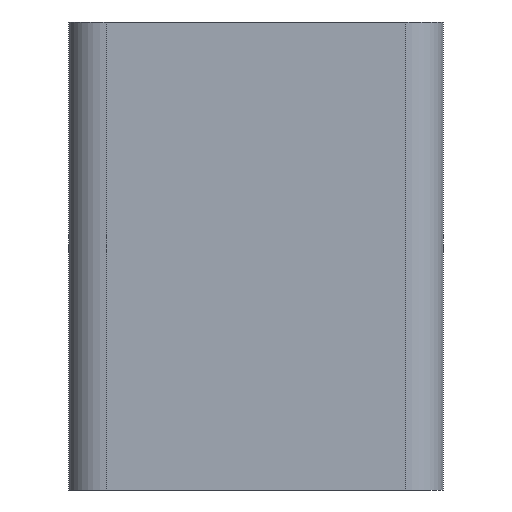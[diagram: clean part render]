
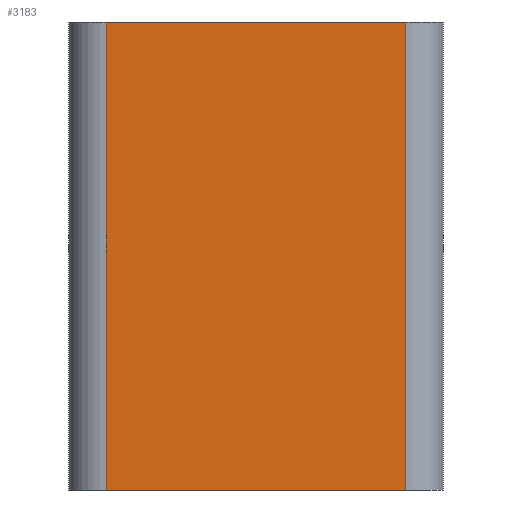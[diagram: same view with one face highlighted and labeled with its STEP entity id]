
A CAD part, left-side view. The second image highlights one B-rep face of the part: STEP entity #3183.
In plain terms, the highlighted planar face has unit normal (-1, 0, 0).
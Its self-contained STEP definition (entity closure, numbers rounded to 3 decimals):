
#56 = ORIENTED_EDGE ( 'NONE', *, *, #1104, .F. ) ;
#217 = EDGE_LOOP ( 'NONE', ( #4559, #56, #480, #867 ) ) ;
#276 = VERTEX_POINT ( 'NONE', #4660 ) ;
#480 = ORIENTED_EDGE ( 'NONE', *, *, #2649, .F. ) ;
#690 = LINE ( 'NONE', #4292, #3246 ) ;
#751 = VECTOR ( 'NONE', #3781, 1000. ) ;
#823 = DIRECTION ( 'NONE',  ( 0., -1., 0. ) ) ;
#867 = ORIENTED_EDGE ( 'NONE', *, *, #3614, .T. ) ;
#1104 = EDGE_CURVE ( 'NONE', #4822, #4072, #690, .T. ) ;
#1142 = VERTEX_POINT ( 'NONE', #2801 ) ;
#1180 = DIRECTION ( 'NONE',  ( 0., 0., -1. ) ) ;
#1287 = DIRECTION ( 'NONE',  ( 1., 0., 0. ) ) ;
#1482 = VECTOR ( 'NONE', #823, 1000. ) ;
#1569 = PLANE ( 'NONE',  #4775 ) ;
#1817 = LINE ( 'NONE', #3367, #751 ) ;
#1903 = LINE ( 'NONE', #2004, #2387 ) ;
#2004 = CARTESIAN_POINT ( 'NONE',  ( -20., 16., 25. ) ) ;
#2387 = VECTOR ( 'NONE', #1180, 1000. ) ;
#2458 = EDGE_CURVE ( 'NONE', #1142, #4072, #4620, .T. ) ;
#2649 = EDGE_CURVE ( 'NONE', #276, #4822, #1817, .T. ) ;
#2732 = CARTESIAN_POINT ( 'NONE',  ( -20., 16., -25. ) ) ;
#2801 = CARTESIAN_POINT ( 'NONE',  ( -20., 16., -25. ) ) ;
#3183 = ADVANCED_FACE ( 'NONE', ( #4305 ), #1569, .F. ) ;
#3246 = VECTOR ( 'NONE', #3964, 1000. ) ;
#3367 = CARTESIAN_POINT ( 'NONE',  ( -20., 16., 25. ) ) ;
#3471 = CARTESIAN_POINT ( 'NONE',  ( -20., -16., -25. ) ) ;
#3530 = CARTESIAN_POINT ( 'NONE',  ( -20., 16., 25. ) ) ;
#3614 = EDGE_CURVE ( 'NONE', #276, #1142, #1903, .T. ) ;
#3781 = DIRECTION ( 'NONE',  ( 0., -1., 0. ) ) ;
#3872 = DIRECTION ( 'NONE',  ( 0., 1., 0. ) ) ;
#3964 = DIRECTION ( 'NONE',  ( 0., 0., -1. ) ) ;
#4072 = VERTEX_POINT ( 'NONE', #3471 ) ;
#4292 = CARTESIAN_POINT ( 'NONE',  ( -20., -16., 25. ) ) ;
#4305 = FACE_OUTER_BOUND ( 'NONE', #217, .T. ) ;
#4559 = ORIENTED_EDGE ( 'NONE', *, *, #2458, .T. ) ;
#4620 = LINE ( 'NONE', #2732, #1482 ) ;
#4621 = CARTESIAN_POINT ( 'NONE',  ( -20., -16., 25. ) ) ;
#4660 = CARTESIAN_POINT ( 'NONE',  ( -20., 16., 25. ) ) ;
#4775 = AXIS2_PLACEMENT_3D ( 'NONE', #3530, #1287, #3872 ) ;
#4822 = VERTEX_POINT ( 'NONE', #4621 ) ;
